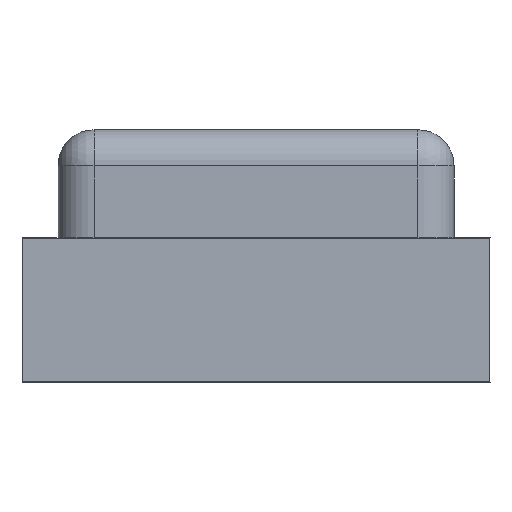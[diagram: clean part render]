
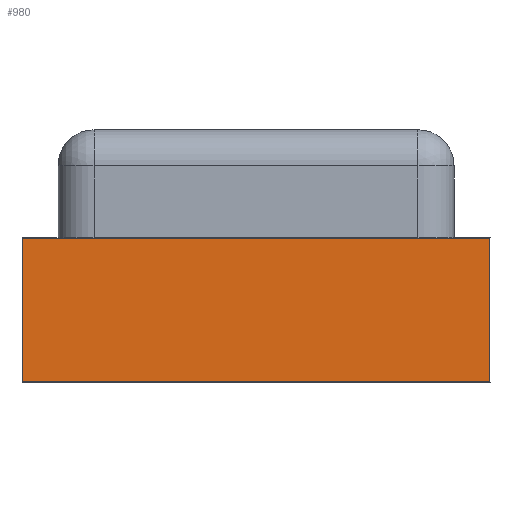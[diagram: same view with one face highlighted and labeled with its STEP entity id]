
A CAD part, left-side view. The second image highlights one B-rep face of the part: STEP entity #980.
In plain terms, the highlighted planar face has unit normal (-1, 0, 0).
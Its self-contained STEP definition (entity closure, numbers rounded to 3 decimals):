
#71=FACE_OUTER_BOUND('',#128,.T.);
#128=EDGE_LOOP('',(#730,#731,#732,#733));
#235=LINE('',#1499,#350);
#236=LINE('',#1501,#351);
#237=LINE('',#1503,#352);
#238=LINE('',#1504,#353);
#350=VECTOR('',#1212,1.3);
#351=VECTOR('',#1213,0.399);
#352=VECTOR('',#1214,1.3);
#353=VECTOR('',#1215,0.399);
#441=VERTEX_POINT('',#1497);
#442=VERTEX_POINT('',#1498);
#443=VERTEX_POINT('',#1500);
#444=VERTEX_POINT('',#1502);
#543=EDGE_CURVE('',#441,#442,#235,.T.);
#544=EDGE_CURVE('',#443,#441,#236,.T.);
#545=EDGE_CURVE('',#443,#444,#237,.T.);
#546=EDGE_CURVE('',#444,#442,#238,.T.);
#730=ORIENTED_EDGE('',*,*,#543,.F.);
#731=ORIENTED_EDGE('',*,*,#544,.F.);
#732=ORIENTED_EDGE('',*,*,#545,.T.);
#733=ORIENTED_EDGE('',*,*,#546,.T.);
#884=PLANE('',#1037);
#980=ADVANCED_FACE('',(#71),#884,.T.);
#1037=AXIS2_PLACEMENT_3D('',#1496,#1210,#1211);
#1210=DIRECTION('center_axis',(-1.,0.,0.));
#1211=DIRECTION('ref_axis',(0.,-1.,0.));
#1212=DIRECTION('',(0.,-1.,0.));
#1213=DIRECTION('',(0.,0.,1.));
#1214=DIRECTION('',(0.,-1.,0.));
#1215=DIRECTION('',(0.,0.,1.));
#1496=CARTESIAN_POINT('Origin',(-1.6,0.65,0.001));
#1497=CARTESIAN_POINT('',(-1.6,0.65,0.4));
#1498=CARTESIAN_POINT('',(-1.6,-0.65,0.4));
#1499=CARTESIAN_POINT('',(-1.6,0.65,0.4));
#1500=CARTESIAN_POINT('',(-1.6,0.65,0.001));
#1501=CARTESIAN_POINT('',(-1.6,0.65,0.001));
#1502=CARTESIAN_POINT('',(-1.6,-0.65,0.001));
#1503=CARTESIAN_POINT('',(-1.6,0.65,0.001));
#1504=CARTESIAN_POINT('',(-1.6,-0.65,0.001));
